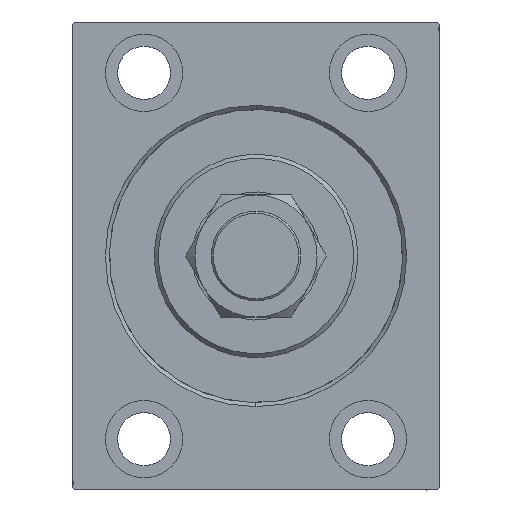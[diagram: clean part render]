
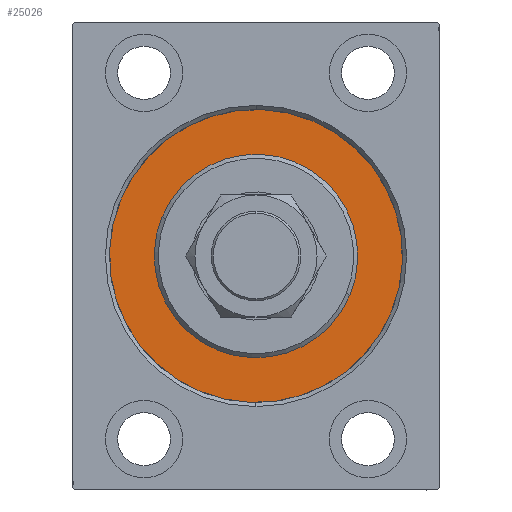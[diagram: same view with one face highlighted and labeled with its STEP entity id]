
A CAD part, left-side view. The second image highlights one B-rep face of the part: STEP entity #25026.
In plain terms, the highlighted face is planar.
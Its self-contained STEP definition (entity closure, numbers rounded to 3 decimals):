
#563 = DIRECTION ( 'NONE',  ( 0., 0., 1. ) ) ;
#1542 = DIRECTION ( 'NONE',  ( 0., 0., 1. ) ) ;
#1909 = CIRCLE ( 'NONE', #40701, 25. ) ;
#3009 = EDGE_LOOP ( 'NONE', ( #39248, #36246 ) ) ;
#3529 = VERTEX_POINT ( 'NONE', #28777 ) ;
#3935 = PLANE ( 'NONE',  #10177 ) ;
#7870 = VERTEX_POINT ( 'NONE', #11388 ) ;
#8258 = CARTESIAN_POINT ( 'NONE',  ( 0., 0., 0. ) ) ;
#8493 = DIRECTION ( 'NONE',  ( 1., 0., 0. ) ) ;
#10177 = AXIS2_PLACEMENT_3D ( 'NONE', #24715, #14425, #14652 ) ;
#11057 = DIRECTION ( 'NONE',  ( -1., 0., 0. ) ) ;
#11388 = CARTESIAN_POINT ( 'NONE',  ( 0., 0., -25. ) ) ;
#11521 = ORIENTED_EDGE ( 'NONE', *, *, #30576, .F. ) ;
#12263 = DIRECTION ( 'NONE',  ( -1., 0., 0. ) ) ;
#14425 = DIRECTION ( 'NONE',  ( -1., 0., 0. ) ) ;
#14652 = DIRECTION ( 'NONE',  ( 0., 0., 1. ) ) ;
#15244 = ORIENTED_EDGE ( 'NONE', *, *, #30731, .F. ) ;
#16702 = AXIS2_PLACEMENT_3D ( 'NONE', #8258, #8493, #33452 ) ;
#18948 = CIRCLE ( 'NONE', #16702, 25. ) ;
#19804 = AXIS2_PLACEMENT_3D ( 'NONE', #32524, #11057, #563 ) ;
#20888 = DIRECTION ( 'NONE',  ( 0., 0., -1. ) ) ;
#24300 = AXIS2_PLACEMENT_3D ( 'NONE', #41202, #12263, #1542 ) ;
#24715 = CARTESIAN_POINT ( 'NONE',  ( 0., 0., 0. ) ) ;
#25026 = ADVANCED_FACE ( 'NONE', ( #27505, #41769 ), #3935, .F. ) ;
#25743 = VERTEX_POINT ( 'NONE', #39149 ) ;
#26075 = CARTESIAN_POINT ( 'NONE',  ( 0., 0., -36. ) ) ;
#26840 = EDGE_CURVE ( 'NONE', #7870, #25743, #18948, .T. ) ;
#27505 = FACE_BOUND ( 'NONE', #3009, .T. ) ;
#28777 = CARTESIAN_POINT ( 'NONE',  ( 0., 0., 36. ) ) ;
#30576 = EDGE_CURVE ( 'NONE', #35690, #3529, #31726, .T. ) ;
#30731 = EDGE_CURVE ( 'NONE', #3529, #35690, #30982, .T. ) ;
#30982 = CIRCLE ( 'NONE', #19804, 36. ) ;
#31145 = EDGE_CURVE ( 'NONE', #25743, #7870, #1909, .T. ) ;
#31726 = CIRCLE ( 'NONE', #24300, 36. ) ;
#32524 = CARTESIAN_POINT ( 'NONE',  ( 0., 0., 0. ) ) ;
#33452 = DIRECTION ( 'NONE',  ( 0., 0., -1. ) ) ;
#35690 = VERTEX_POINT ( 'NONE', #26075 ) ;
#36246 = ORIENTED_EDGE ( 'NONE', *, *, #26840, .F. ) ;
#38624 = DIRECTION ( 'NONE',  ( 1., 0., 0. ) ) ;
#39149 = CARTESIAN_POINT ( 'NONE',  ( 0., 0., 25. ) ) ;
#39248 = ORIENTED_EDGE ( 'NONE', *, *, #31145, .F. ) ;
#40701 = AXIS2_PLACEMENT_3D ( 'NONE', #43304, #38624, #20888 ) ;
#41202 = CARTESIAN_POINT ( 'NONE',  ( 0., 0., 0. ) ) ;
#41769 = FACE_OUTER_BOUND ( 'NONE', #45025, .T. ) ;
#43304 = CARTESIAN_POINT ( 'NONE',  ( 0., 0., 0. ) ) ;
#45025 = EDGE_LOOP ( 'NONE', ( #11521, #15244 ) ) ;
